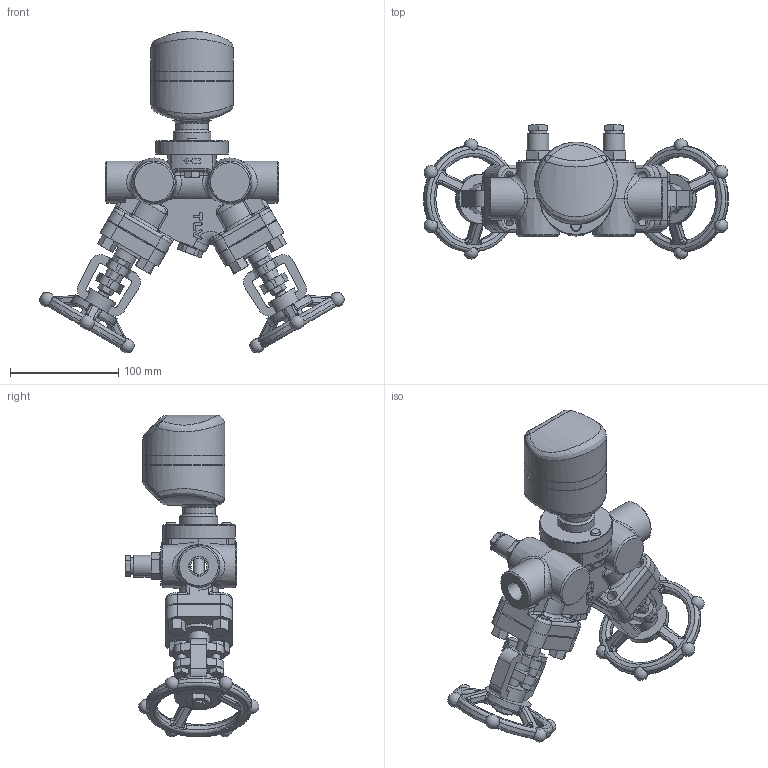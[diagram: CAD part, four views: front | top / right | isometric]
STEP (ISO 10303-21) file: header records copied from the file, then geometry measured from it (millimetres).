
FILE_DESCRIPTION(/* description */ (''),/* implementation_level */ '2;1');
FILE_NAME(/* name */ 'v2lb0-015-screw-s3.stp',/* time_stamp */ '2019-10-31T16:29:47+09:00',/* author */ ('nakaot'),/* organization */ (''),/* preprocessor_version */ 'ST-DEVELOPER v18',/* originating_system */ 'Autodesk Inventor 2020',/* authorisation */ '');
FILE_SCHEMA (('AUTOMOTIVE_DESIGN { 1 0 10303 214 3 1 1 }'));
Length unit declared in the file: millimetre
Products named in the file (1): v2lb0-015-screw-s3
Bounding box: 281.46 x 123.47 x 296.76 mm (x, y, z)
Volume: 1162752.5 mm3; surface area: 207582.8 mm2
Topology: 3 solids, 17 shells, 1104 faces, 2910 edges, 1837 vertices
Faces by surface type: plane 430, cylinder 296, bspline 241, torus 69, cone 56, sphere 12
Full cylindrical faces by diameter (mm): 4 x2, 7 x3, 8 x9, 9.525 x4, 10 x12, 10.5 x2, 11.445 x10, 12 x2, 14.05 x2, 15 x2, 15.2 x1, 16 x4, 17.5 x2, 20 x4, 21 x5, 28 x2, 30 x1, 33 x1, 35 x3, 35.5 x1, 38 x2, 39 x2, 40 x4, 60 x2, 67 x1, 76 x3
Entity records: 46408 total; most frequent: CARTESIAN_POINT 19152, ORIENTED_EDGE 5720, DIRECTION 5045, EDGE_CURVE 2860, AXIS2_PLACEMENT_3D 1905, VERTEX_POINT 1837, LINE 1235, VECTOR 1235
